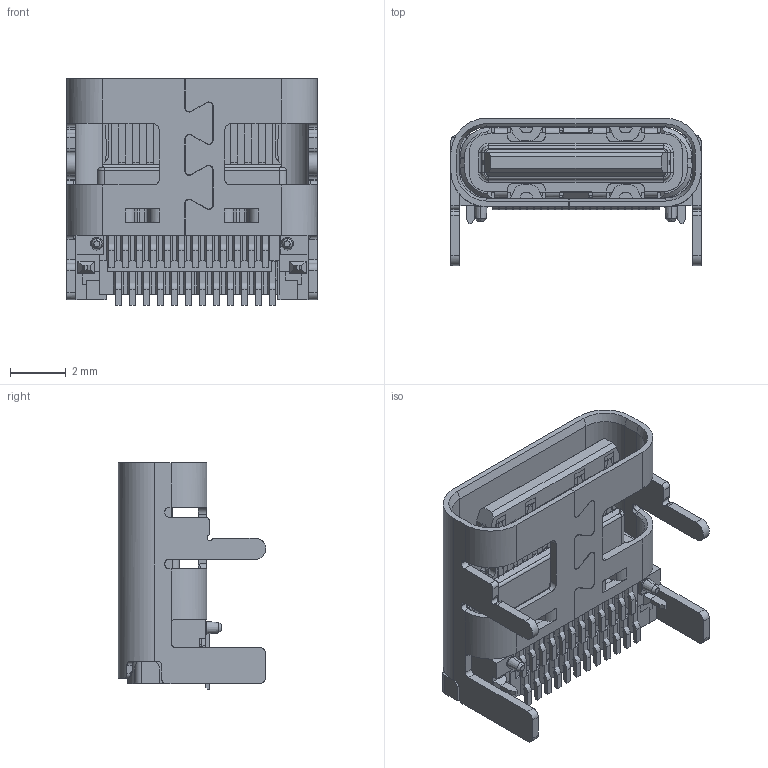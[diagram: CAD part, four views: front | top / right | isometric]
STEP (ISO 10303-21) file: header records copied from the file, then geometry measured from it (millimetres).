
FILE_DESCRIPTION (( 'STEP AP203' ), '1' );
FILE_NAME ('24P啣奻邧泂 褐酗2.0 遵0.75.STEP', '2023-03-17T10:49:18', ( 'win7' ), ( 'Microsoft' ), 'SwSTEP 2.0', 'SolidWorks 2016', '' );
FILE_SCHEMA (( 'CONFIG_CONTROL_DESIGN' ));
Length unit declared in the file: millimetre
Products named in the file (9): 啣奻 狟齬傷赽; 啣奻媼棒MD; 嶺扥褲NEW_1-1-1_1; 俋褲 褐酗2.0 遵0.75; 24P啣奻邧泂  褐酗2.0 遵0.75; 奻齬MD(1); 啣奻 奻齬傷赽; 狟齬MD(1); 啣奻笢標え
Assembly tree (8 placements, depth 2):
  24P啣奻邧泂  褐酗2.0 遵0.75
    啣奻 奻齬傷赽
    啣奻笢標え
    奻齬MD(1)
    狟齬MD(1)
    啣奻 狟齬傷赽
    啣奻媼棒MD
    嶺扥褲NEW_1-1-1_1
    俋褲 褐酗2.0 遵0.75
Bounding box: 8.94 x 5.26 x 8.1 mm (x, y, z)
Volume: 152.4 mm3; surface area: 1044.8 mm2
Topology: 30 solids, 54 shells, 3421 faces, 9948 edges, 6597 vertices
Faces by surface type: plane 2457, cylinder 905, cone 41, bspline 16, torus 2
Entity records: 115321 total; most frequent: CARTESIAN_POINT 24803, ORIENTED_EDGE 19896, DIRECTION 16952, EDGE_CURVE 9948, LINE 7694, VECTOR 7694, VERTEX_POINT 6597, AXIS2_PLACEMENT_3D 4629
